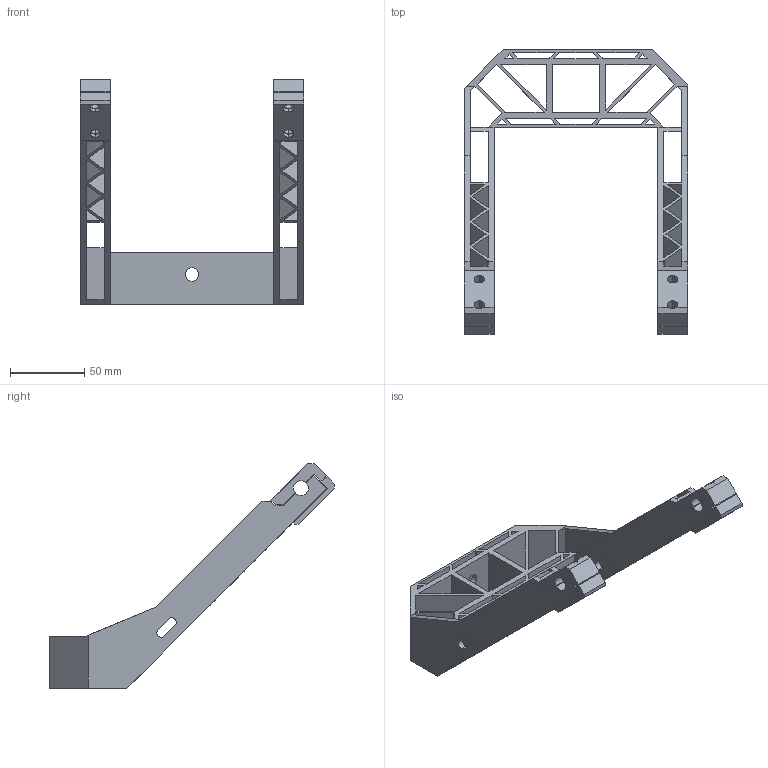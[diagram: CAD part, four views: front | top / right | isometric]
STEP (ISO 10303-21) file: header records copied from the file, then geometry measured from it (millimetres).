
FILE_DESCRIPTION (( 'STEP AP214' ), '1' );
FILE_NAME ('Wheel fork 03.STEP', '2024-05-21T01:14:17', ( '' ), ( '' ), 'SwSTEP 2.0', 'SolidWorks 2020', '' );
FILE_SCHEMA (( 'AUTOMOTIVE_DESIGN' ));
Length unit declared in the file: millimetre
Products named in the file (1): Wheel fork 03
Bounding box: 150 x 191.43 x 150.72 mm (x, y, z)
Volume: 185939.4 mm3; surface area: 118555.5 mm2
Topology: 5 solids, 5 shells, 268 faces, 802 edges, 530 vertices
Faces by surface type: plane 222, cylinder 46
Entity records: 9188 total; most frequent: CARTESIAN_POINT 1625, ORIENTED_EDGE 1604, DIRECTION 1432, EDGE_CURVE 802, LINE 694, VECTOR 694, VERTEX_POINT 530, AXIS2_PLACEMENT_3D 369
